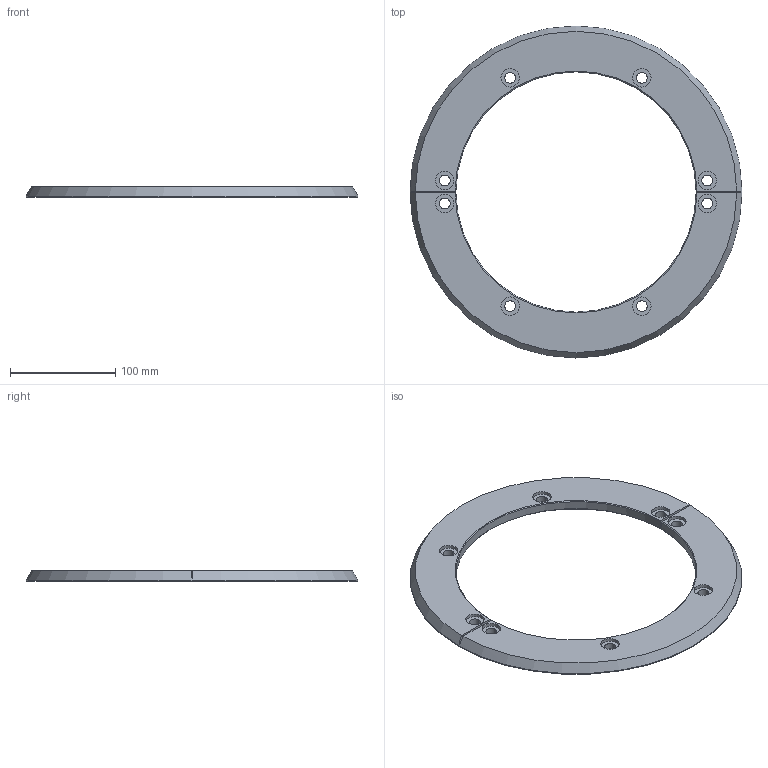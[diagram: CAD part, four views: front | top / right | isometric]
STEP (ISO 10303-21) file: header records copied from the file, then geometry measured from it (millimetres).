
FILE_DESCRIPTION (( 'STEP AP203' ), '1' );
FILE_NAME ('G954.STEP', '2022-04-27T15:22:21', ( '' ), ( '' ), 'SwSTEP 2.0', 'SolidWorks 2020', '' );
FILE_SCHEMA (( 'CONFIG_CONTROL_DESIGN' ));
Length unit declared in the file: inch
Products named in the file (1): G954
Bounding box: 315.91 x 315.91 x 9.53 mm (x, y, z)
Volume: 315048.4 mm3; surface area: 90579 mm2
Topology: 1 solids, 1 shells, 69 faces, 164 edges, 104 vertices
Faces by surface type: cylinder 40, plane 15, cone 12, torus 2
Entity records: 2189 total; most frequent: CARTESIAN_POINT 426, DIRECTION 376, ORIENTED_EDGE 328, EDGE_CURVE 164, AXIS2_PLACEMENT_3D 158, VERTEX_POINT 104, EDGE_LOOP 94, CIRCLE 88
